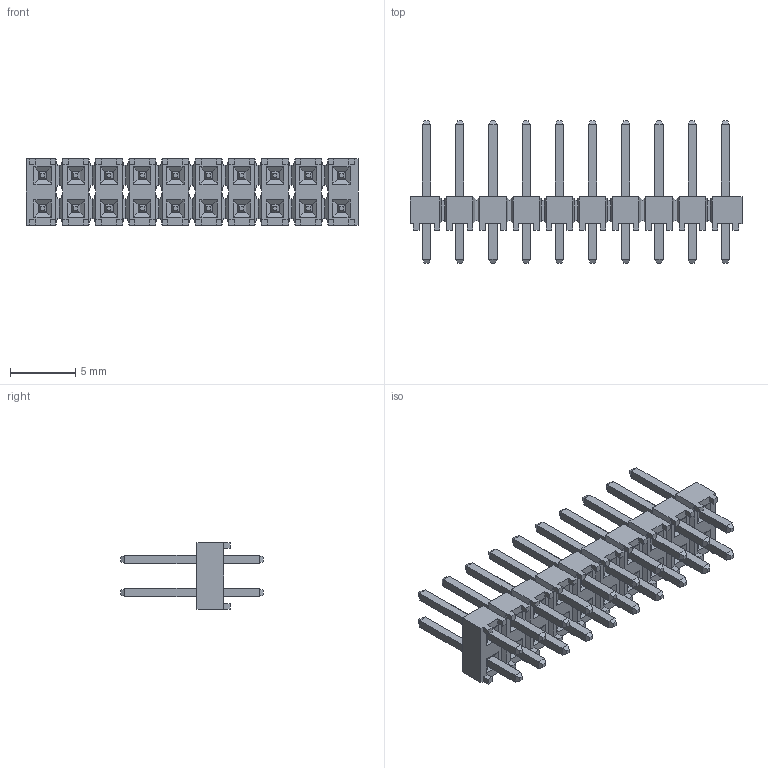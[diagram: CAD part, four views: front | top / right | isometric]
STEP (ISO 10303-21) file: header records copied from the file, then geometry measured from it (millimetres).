
FILE_DESCRIPTION (( 'STEP AP214' ), '1' );
FILE_NAME ('Samtec-TSW-110-07-G-D.step', '2013-08-02T19:57:34', ( 'Windows User' ), ( '' ), 'SwSTEP 2.0', 'SolidWorks 2013', '' );
FILE_SCHEMA (( 'AUTOMOTIVE_DESIGN' ));
Length unit declared in the file: inch
Products named in the file (1): Samtec-TSW-110-07-G-D
Bounding box: 25.4 x 10.92 x 5.08 mm (x, y, z)
Volume: 311.1 mm3; surface area: 955 mm2
Topology: 1 solids, 1 shells, 902 faces, 2134 edges, 1256 vertices
Faces by surface type: plane 902
Entity records: 31840 total; most frequent: CARTESIAN_POINT 4293, ORIENTED_EDGE 4268, DIRECTION 3940, VECTOR 2134, EDGE_CURVE 2134, LINE 2134, VERTEX_POINT 1256, EDGE_LOOP 942
